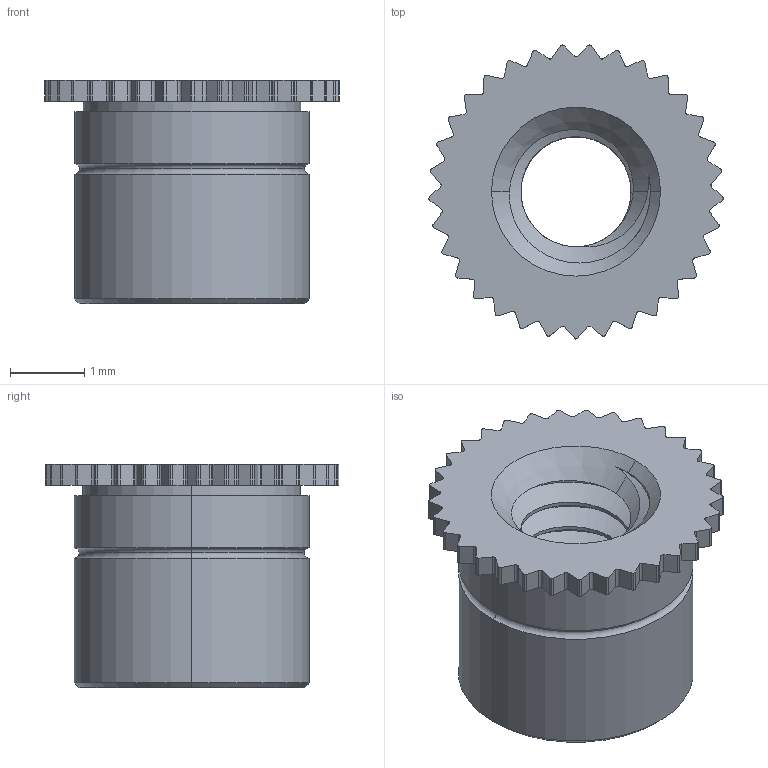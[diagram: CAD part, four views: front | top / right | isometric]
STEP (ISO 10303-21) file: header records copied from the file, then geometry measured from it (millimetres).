
FILE_DESCRIPTION (( 'STEP AP203' ), '1' );
FILE_NAME ('92985A818_Splined Press-Fit Threaded Standoffs with Open End.STEP', '2026-01-08T23:56:35', ( 'McMaster Carr Supply' ), ( 'McMaster Carr Supply' ), 'SwSTEP 2.0', 'SolidWorks 2024', '' );
FILE_SCHEMA (( 'CONFIG_CONTROL_DESIGN' ));
Length unit declared in the file: millimetre
Products named in the file (1): 92985A818_Splined Press-Fit Threaded Standoffs with Open End
Bounding box: 3.96 x 3.95 x 3 mm (x, y, z)
Volume: 16.6 mm3; surface area: 77.1 mm2
Topology: 1 solids, 1 shells, 220 faces, 639 edges, 423 vertices
Faces by surface type: cylinder 136, plane 70, cone 7, torus 4, bspline 3
Entity records: 8366 total; most frequent: CARTESIAN_POINT 2347, DIRECTION 1290, ORIENTED_EDGE 1278, EDGE_CURVE 639, AXIS2_PLACEMENT_3D 475, VERTEX_POINT 423, VECTOR 340, LINE 340
